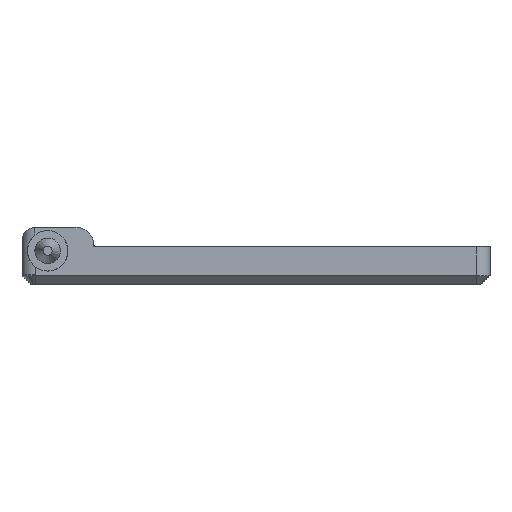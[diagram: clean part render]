
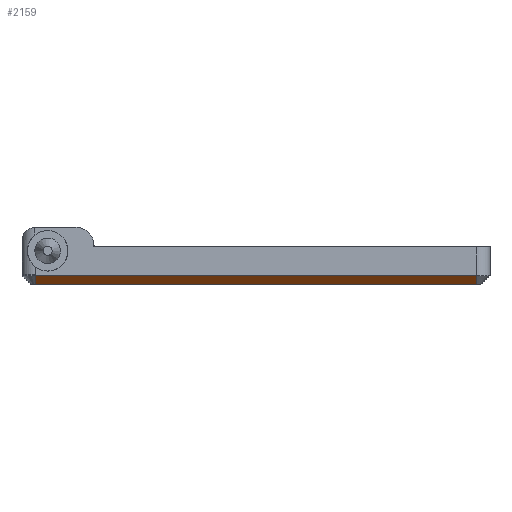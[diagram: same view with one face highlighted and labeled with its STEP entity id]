
A CAD part, left-side view. The second image highlights one B-rep face of the part: STEP entity #2159.
In plain terms, the highlighted planar face has unit normal (-0.707, 0, -0.707).
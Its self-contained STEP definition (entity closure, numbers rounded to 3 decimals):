
#410 = CONICAL_SURFACE('',#411,3.,0.785);
#411 = AXIS2_PLACEMENT_3D('',#412,#413,#414);
#412 = CARTESIAN_POINT('',(-88.5,49.,2.));
#413 = DIRECTION('',(0.,0.,1.));
#414 = DIRECTION('',(-1.,0.,0.));
#457 = PLANE('',#458);
#458 = AXIS2_PLACEMENT_3D('',#459,#460,#461);
#459 = CARTESIAN_POINT('',(-91.5,-52.,0.));
#460 = DIRECTION('',(0.,0.,1.));
#461 = DIRECTION('',(1.,0.,0.));
#551 = VERTEX_POINT('',#552);
#552 = CARTESIAN_POINT('',(-91.5,49.,2.));
#590 = PLANE('',#591);
#591 = AXIS2_PLACEMENT_3D('',#592,#593,#594);
#592 = CARTESIAN_POINT('',(-91.5,-52.,0.));
#593 = DIRECTION('',(1.,0.,0.));
#594 = DIRECTION('',(0.,0.,1.));
#793 = EDGE_CURVE('',#551,#794,#796,.T.);
#794 = VERTEX_POINT('',#795);
#795 = CARTESIAN_POINT('',(-89.5,49.,0.));
#796 = SURFACE_CURVE('',#797,(#801,#807),.PCURVE_S1.);
#797 = LINE('',#798,#799);
#798 = CARTESIAN_POINT('',(-90.5,49.,1.));
#799 = VECTOR('',#800,1.);
#800 = DIRECTION('',(0.707,0.,-0.707));
#801 = PCURVE('',#410,#802);
#802 = DEFINITIONAL_REPRESENTATION('',(#803),#806);
#803 = B_SPLINE_CURVE_WITH_KNOTS('',1,(#804,#805),.UNSPECIFIED.,.F.,.F.,
  (2,2),(-1.414,1.414),.PIECEWISE_BEZIER_KNOTS.);
#804 = CARTESIAN_POINT('',(0.,0.));
#805 = CARTESIAN_POINT('',(0.,-2.));
#806 = ( GEOMETRIC_REPRESENTATION_CONTEXT(2) 
PARAMETRIC_REPRESENTATION_CONTEXT() REPRESENTATION_CONTEXT('2D SPACE',''
  ) );
#807 = PCURVE('',#808,#813);
#808 = PLANE('',#809);
#809 = AXIS2_PLACEMENT_3D('',#810,#811,#812);
#810 = CARTESIAN_POINT('',(-90.5,-49.,1.));
#811 = DIRECTION('',(-0.707,0.,-0.707));
#812 = DIRECTION('',(0.,1.,0.));
#813 = DEFINITIONAL_REPRESENTATION('',(#814),#817);
#814 = B_SPLINE_CURVE_WITH_KNOTS('',1,(#815,#816),.UNSPECIFIED.,.F.,.F.,
  (2,2),(-1.414,1.414),.PIECEWISE_BEZIER_KNOTS.);
#815 = CARTESIAN_POINT('',(98.,-1.414));
#816 = CARTESIAN_POINT('',(98.,1.414));
#817 = ( GEOMETRIC_REPRESENTATION_CONTEXT(2) 
PARAMETRIC_REPRESENTATION_CONTEXT() REPRESENTATION_CONTEXT('2D SPACE',''
  ) );
#852 = EDGE_CURVE('',#853,#794,#855,.T.);
#853 = VERTEX_POINT('',#854);
#854 = CARTESIAN_POINT('',(-89.5,-49.,0.));
#855 = SURFACE_CURVE('',#856,(#860,#867),.PCURVE_S1.);
#856 = LINE('',#857,#858);
#857 = CARTESIAN_POINT('',(-89.5,-49.,0.));
#858 = VECTOR('',#859,1.);
#859 = DIRECTION('',(0.,1.,0.));
#860 = PCURVE('',#457,#861);
#861 = DEFINITIONAL_REPRESENTATION('',(#862),#866);
#862 = LINE('',#863,#864);
#863 = CARTESIAN_POINT('',(2.,3.));
#864 = VECTOR('',#865,1.);
#865 = DIRECTION('',(0.,1.));
#866 = ( GEOMETRIC_REPRESENTATION_CONTEXT(2) 
PARAMETRIC_REPRESENTATION_CONTEXT() REPRESENTATION_CONTEXT('2D SPACE',''
  ) );
#867 = PCURVE('',#808,#868);
#868 = DEFINITIONAL_REPRESENTATION('',(#869),#873);
#869 = LINE('',#870,#871);
#870 = CARTESIAN_POINT('',(0.,1.414));
#871 = VECTOR('',#872,1.);
#872 = DIRECTION('',(1.,0.));
#873 = ( GEOMETRIC_REPRESENTATION_CONTEXT(2) 
PARAMETRIC_REPRESENTATION_CONTEXT() REPRESENTATION_CONTEXT('2D SPACE',''
  ) );
#896 = CONICAL_SURFACE('',#897,3.,0.785);
#897 = AXIS2_PLACEMENT_3D('',#898,#899,#900);
#898 = CARTESIAN_POINT('',(-88.5,-49.,2.));
#899 = DIRECTION('',(0.,0.,1.));
#900 = DIRECTION('',(0.,-1.,0.));
#1852 = VERTEX_POINT('',#1853);
#1853 = CARTESIAN_POINT('',(-91.5,-49.,2.));
#1881 = EDGE_CURVE('',#1852,#551,#1882,.T.);
#1882 = SURFACE_CURVE('',#1883,(#1887,#1894),.PCURVE_S1.);
#1883 = LINE('',#1884,#1885);
#1884 = CARTESIAN_POINT('',(-91.5,-49.,2.));
#1885 = VECTOR('',#1886,1.);
#1886 = DIRECTION('',(0.,1.,0.));
#1887 = PCURVE('',#590,#1888);
#1888 = DEFINITIONAL_REPRESENTATION('',(#1889),#1893);
#1889 = LINE('',#1890,#1891);
#1890 = CARTESIAN_POINT('',(2.,-3.));
#1891 = VECTOR('',#1892,1.);
#1892 = DIRECTION('',(0.,-1.));
#1893 = ( GEOMETRIC_REPRESENTATION_CONTEXT(2) 
PARAMETRIC_REPRESENTATION_CONTEXT() REPRESENTATION_CONTEXT('2D SPACE',''
  ) );
#1894 = PCURVE('',#808,#1895);
#1895 = DEFINITIONAL_REPRESENTATION('',(#1896),#1900);
#1896 = LINE('',#1897,#1898);
#1897 = CARTESIAN_POINT('',(0.,-1.414));
#1898 = VECTOR('',#1899,1.);
#1899 = DIRECTION('',(1.,0.));
#1900 = ( GEOMETRIC_REPRESENTATION_CONTEXT(2) 
PARAMETRIC_REPRESENTATION_CONTEXT() REPRESENTATION_CONTEXT('2D SPACE',''
  ) );
#2159 = ADVANCED_FACE('',(#2160),#808,.T.);
#2160 = FACE_BOUND('',#2161,.T.);
#2161 = EDGE_LOOP('',(#2162,#2181,#2182,#2183));
#2162 = ORIENTED_EDGE('',*,*,#2163,.F.);
#2163 = EDGE_CURVE('',#1852,#853,#2164,.T.);
#2164 = SURFACE_CURVE('',#2165,(#2169,#2175),.PCURVE_S1.);
#2165 = LINE('',#2166,#2167);
#2166 = CARTESIAN_POINT('',(-91.5,-49.,2.));
#2167 = VECTOR('',#2168,1.);
#2168 = DIRECTION('',(0.707,0.,-0.707)
  );
#2169 = PCURVE('',#808,#2170);
#2170 = DEFINITIONAL_REPRESENTATION('',(#2171),#2174);
#2171 = B_SPLINE_CURVE_WITH_KNOTS('',1,(#2172,#2173),.UNSPECIFIED.,.F.,
  .F.,(2,2),(0.,2.828),.PIECEWISE_BEZIER_KNOTS.);
#2172 = CARTESIAN_POINT('',(0.,-1.414));
#2173 = CARTESIAN_POINT('',(0.,1.414));
#2174 = ( GEOMETRIC_REPRESENTATION_CONTEXT(2) 
PARAMETRIC_REPRESENTATION_CONTEXT() REPRESENTATION_CONTEXT('2D SPACE',''
  ) );
#2175 = PCURVE('',#896,#2176);
#2176 = DEFINITIONAL_REPRESENTATION('',(#2177),#2180);
#2177 = B_SPLINE_CURVE_WITH_KNOTS('',1,(#2178,#2179),.UNSPECIFIED.,.F.,
  .F.,(2,2),(0.,2.828),.PIECEWISE_BEZIER_KNOTS.);
#2178 = CARTESIAN_POINT('',(-1.571,0.));
#2179 = CARTESIAN_POINT('',(-1.571,-2.));
#2180 = ( GEOMETRIC_REPRESENTATION_CONTEXT(2) 
PARAMETRIC_REPRESENTATION_CONTEXT() REPRESENTATION_CONTEXT('2D SPACE',''
  ) );
#2181 = ORIENTED_EDGE('',*,*,#1881,.T.);
#2182 = ORIENTED_EDGE('',*,*,#793,.T.);
#2183 = ORIENTED_EDGE('',*,*,#852,.F.);
